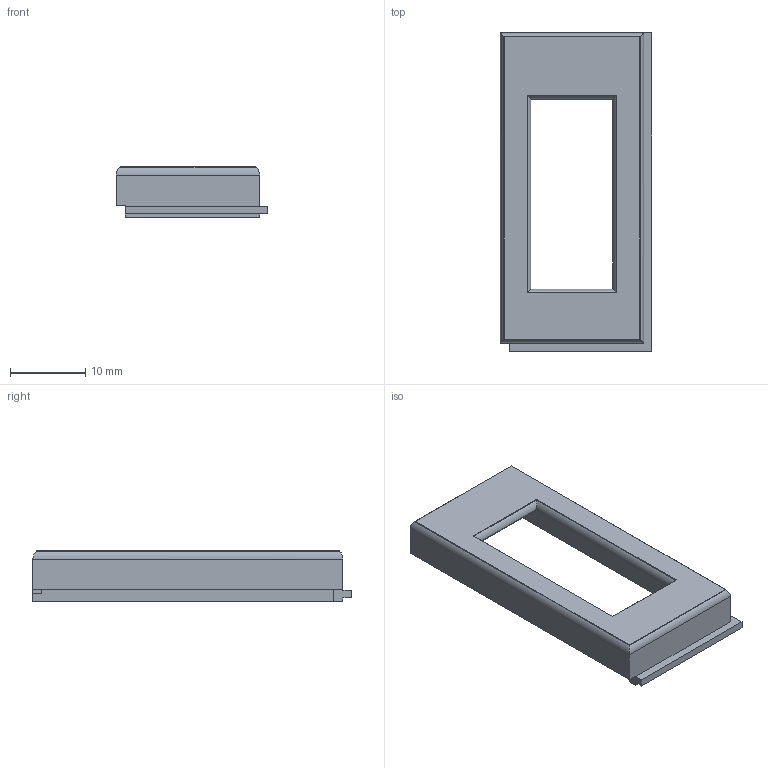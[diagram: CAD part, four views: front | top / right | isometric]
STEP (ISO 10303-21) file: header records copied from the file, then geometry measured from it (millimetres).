
FILE_DESCRIPTION(/* description */ (''),/* implementation_level */ '2;1');
FILE_NAME(/* name */ 'HillSideViewCase.step',/* time_stamp */ '2024-08-17T21:14:04-07:00',/* author */ (''),/* organization */ (''),/* preprocessor_version */ 'ST-DEVELOPER v20',/* originating_system */ 'Autodesk Translation Framework v12.14.0.127',/* authorisation */ '');
FILE_SCHEMA (('AUTOMOTIVE_DESIGN { 1 0 10303 214 3 1 1 }'));
Length unit declared in the file: millimetre
Products named in the file (3): HillSideViewCase; KeyboardModel; DisplayCover
Assembly tree (2 placements, depth 2):
  HillSideViewCase
    KeyboardModel
    DisplayCover
Bounding box: 20.07 x 42.17 x 6.7 mm (x, y, z)
Volume: 1305.3 mm3; surface area: 2422.5 mm2
Topology: 1 solids, 1 shells, 41 faces, 99 edges, 60 vertices
Faces by surface type: plane 33, cylinder 8
Entity records: 1234 total; most frequent: CARTESIAN_POINT 205, DIRECTION 199, ORIENTED_EDGE 198, EDGE_CURVE 99, LINE 91, VECTOR 91, VERTEX_POINT 60, AXIS2_PLACEMENT_3D 54
